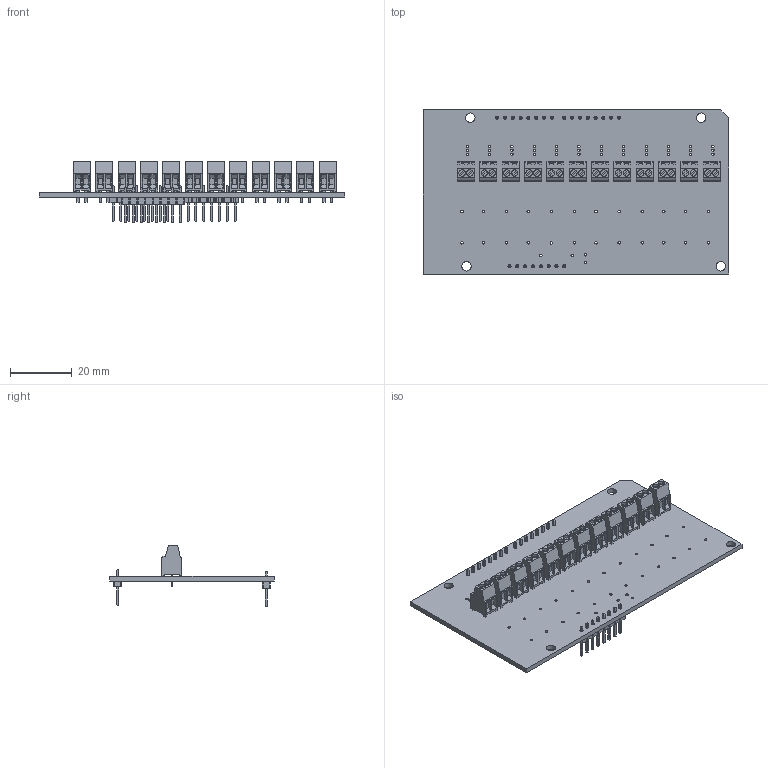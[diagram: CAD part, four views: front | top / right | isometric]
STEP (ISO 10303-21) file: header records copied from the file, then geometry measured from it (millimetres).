
FILE_DESCRIPTION(('KiCad electronic assembly'),'2;1');
FILE_NAME('vibrotactile_BCI_shield.step','2022-06-14T18:09:52',('Pcbnew' ),('Kicad'),'Open CASCADE STEP processor 7.6', 'KiCad to STEP converter','Unknown');
FILE_SCHEMA(('AUTOMOTIVE_DESIGN { 1 0 10303 214 1 1 1 1 }'));
Length unit declared in the file: millimetre
Products named in the file (6): vibrotactile_BCI_shield 1; PinHeader_1x08_P2.54mm_Vertical; SOLID; 282834-2--3DModel-STEP-1; vibrotactile_BCI_shield PCB
Assembly tree (18 placements, depth 3):
  vibrotactile_BCI_shield 1
    PinHeader_1x08_P2.54mm_Vertical  x3
      SOLID
    282834-2--3DModel-STEP-1  x12
      SOLID
    vibrotactile_BCI_shield PCB
Bounding box: 99.06 x 53.34 x 20.04 mm (x, y, z)
Volume: 11909 mm3; surface area: 16721.9 mm2
Topology: 16 solids, 16 shells, 1637 faces, 4215 edges, 2730 vertices
Faces by surface type: bspline 1512, cylinder 116, plane 9
Full cylindrical faces by diameter (mm): 0.75 x36, 0.8 x26, 0.9 x2, 1.016 x24, 1.1 x24, 3.048 x4
Entity records: 26494 total; most frequent: CARTESIAN_POINT 8595, ORIENTED_EDGE 2084, PCURVE 2084, DEFINITIONAL_REPRESENTATION 2084, B_SPLINE_CURVE_WITH_KNOTS 1975, DIRECTION 1395, EDGE_CURVE 1042, SURFACE_CURVE 926
